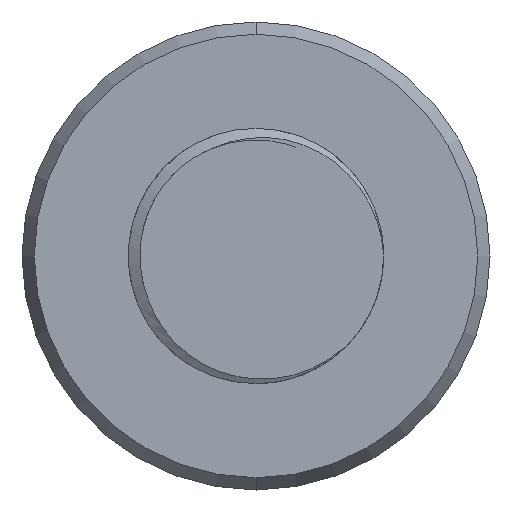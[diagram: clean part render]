
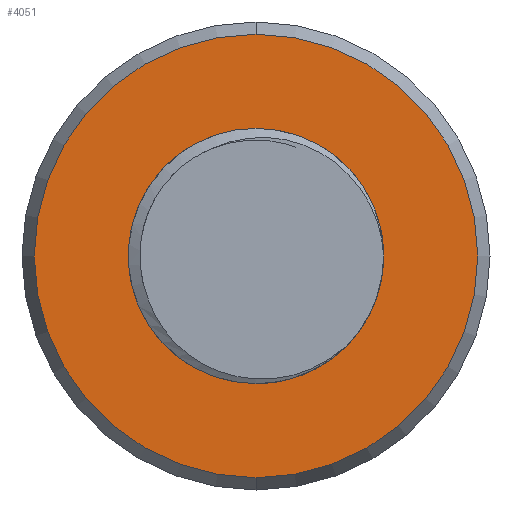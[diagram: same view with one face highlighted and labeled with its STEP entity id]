
A CAD part, front view. The second image highlights one B-rep face of the part: STEP entity #4051.
In plain terms, the highlighted planar face has unit normal (0, -1, 0).
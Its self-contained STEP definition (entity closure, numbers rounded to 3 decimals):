
#166 = EDGE_CURVE ( 'NONE', #5172, #7110, #2551, .T. ) ;
#178 = DIRECTION ( 'NONE',  ( 0., -1., 0. ) ) ;
#201 = AXIS2_PLACEMENT_3D ( 'NONE', #4155, #3500, #5891 ) ;
#307 = CIRCLE ( 'NONE', #4045, 1.5 ) ;
#329 = VERTEX_POINT ( 'NONE', #7404 ) ;
#615 = CARTESIAN_POINT ( 'NONE',  ( 0., 0., -1.5 ) ) ;
#621 = AXIS2_PLACEMENT_3D ( 'NONE', #5496, #2385, #3627 ) ;
#1029 = ORIENTED_EDGE ( 'NONE', *, *, #166, .T. ) ;
#1146 = FACE_BOUND ( 'NONE', #1447, .T. ) ;
#1176 = EDGE_LOOP ( 'NONE', ( #1029, #2693 ) ) ;
#1228 = CARTESIAN_POINT ( 'NONE',  ( 0., 0., 0. ) ) ;
#1447 = EDGE_LOOP ( 'NONE', ( #6919, #2820 ) ) ;
#2115 = DIRECTION ( 'NONE',  ( 0., 0., -1. ) ) ;
#2227 = EDGE_CURVE ( 'NONE', #7110, #5172, #6507, .T. ) ;
#2385 = DIRECTION ( 'NONE',  ( 0., 1., 0. ) ) ;
#2495 = DIRECTION ( 'NONE',  ( 0., -1., 0. ) ) ;
#2551 = CIRCLE ( 'NONE', #201, 2.606 ) ;
#2557 = CARTESIAN_POINT ( 'NONE',  ( 0., 0., 2.606 ) ) ;
#2611 = DIRECTION ( 'NONE',  ( 0., 0., -1. ) ) ;
#2693 = ORIENTED_EDGE ( 'NONE', *, *, #2227, .T. ) ;
#2700 = FACE_OUTER_BOUND ( 'NONE', #1176, .T. ) ;
#2820 = ORIENTED_EDGE ( 'NONE', *, *, #7145, .F. ) ;
#3060 = DIRECTION ( 'NONE',  ( 0., 0., -1. ) ) ;
#3348 = CARTESIAN_POINT ( 'NONE',  ( 0., 0., 0. ) ) ;
#3500 = DIRECTION ( 'NONE',  ( 0., -1., 0. ) ) ;
#3627 = DIRECTION ( 'NONE',  ( 0., 0., 1. ) ) ;
#4045 = AXIS2_PLACEMENT_3D ( 'NONE', #3348, #178, #2115 ) ;
#4051 = ADVANCED_FACE ( 'NONE', ( #1146, #2700 ), #4198, .F. ) ;
#4155 = CARTESIAN_POINT ( 'NONE',  ( 0., 0., 0. ) ) ;
#4198 = PLANE ( 'NONE',  #621 ) ;
#4255 = VERTEX_POINT ( 'NONE', #615 ) ;
#4282 = DIRECTION ( 'NONE',  ( 0., -1., 0. ) ) ;
#5172 = VERTEX_POINT ( 'NONE', #2557 ) ;
#5249 = CIRCLE ( 'NONE', #7781, 1.5 ) ;
#5256 = EDGE_CURVE ( 'NONE', #4255, #329, #307, .T. ) ;
#5496 = CARTESIAN_POINT ( 'NONE',  ( 0., 0., 2.606 ) ) ;
#5579 = CARTESIAN_POINT ( 'NONE',  ( 0., 0., 0. ) ) ;
#5891 = DIRECTION ( 'NONE',  ( 0., 0., -1. ) ) ;
#6507 = CIRCLE ( 'NONE', #6642, 2.606 ) ;
#6642 = AXIS2_PLACEMENT_3D ( 'NONE', #1228, #4282, #3060 ) ;
#6919 = ORIENTED_EDGE ( 'NONE', *, *, #5256, .F. ) ;
#7110 = VERTEX_POINT ( 'NONE', #7240 ) ;
#7145 = EDGE_CURVE ( 'NONE', #329, #4255, #5249, .T. ) ;
#7240 = CARTESIAN_POINT ( 'NONE',  ( 0., 0., -2.606 ) ) ;
#7404 = CARTESIAN_POINT ( 'NONE',  ( 0., 0., 1.5 ) ) ;
#7781 = AXIS2_PLACEMENT_3D ( 'NONE', #5579, #2495, #2611 ) ;
